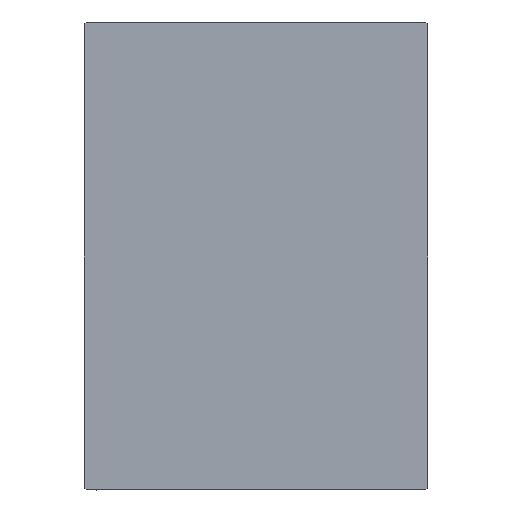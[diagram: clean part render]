
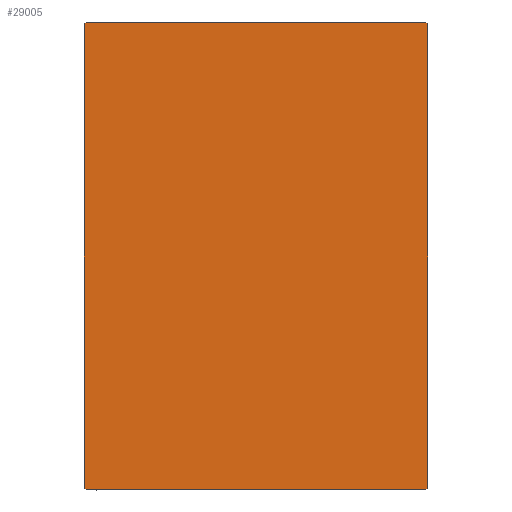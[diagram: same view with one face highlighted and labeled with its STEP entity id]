
A CAD part, left-side view. The second image highlights one B-rep face of the part: STEP entity #29005.
In plain terms, the highlighted face is planar.
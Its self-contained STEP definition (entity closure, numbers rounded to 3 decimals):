
#2914 = VECTOR ( 'NONE', #25469, 1000. ) ;
#4377 = CARTESIAN_POINT ( 'NONE',  ( 175., -27.5, 37.5 ) ) ;
#6019 = CARTESIAN_POINT ( 'NONE',  ( 175., 27.5, 37.5 ) ) ;
#6760 = DIRECTION ( 'NONE',  ( 0., 0.707, 0.707 ) ) ;
#7437 = LINE ( 'NONE', #21758, #22593 ) ;
#8042 = DIRECTION ( 'NONE',  ( 0., 0., -1. ) ) ;
#8644 = ORIENTED_EDGE ( 'NONE', *, *, #40060, .T. ) ;
#8757 = CARTESIAN_POINT ( 'NONE',  ( 175., 27.5, -37.2 ) ) ;
#9012 = VERTEX_POINT ( 'NONE', #21540 ) ;
#9279 = EDGE_LOOP ( 'NONE', ( #42976, #30088, #8644, #38356, #21951, #26566, #45389, #43307 ) ) ;
#10605 = DIRECTION ( 'NONE',  ( 0., 0., -1. ) ) ;
#11381 = LINE ( 'NONE', #18087, #2914 ) ;
#11791 = VECTOR ( 'NONE', #13599, 1000. ) ;
#12601 = EDGE_CURVE ( 'NONE', #33842, #29280, #7437, .T. ) ;
#12734 = CARTESIAN_POINT ( 'NONE',  ( 175., -27.5, 37.2 ) ) ;
#13323 = CARTESIAN_POINT ( 'NONE',  ( 175., -32.35, 32.35 ) ) ;
#13336 = CARTESIAN_POINT ( 'NONE',  ( 175., 27.2, 37.5 ) ) ;
#13599 = DIRECTION ( 'NONE',  ( 0., 0., 1. ) ) ;
#13823 = VERTEX_POINT ( 'NONE', #36941 ) ;
#14062 = CARTESIAN_POINT ( 'NONE',  ( 175., 0., 0. ) ) ;
#14141 = CARTESIAN_POINT ( 'NONE',  ( 175., 32.35, -32.35 ) ) ;
#15494 = CARTESIAN_POINT ( 'NONE',  ( 175., 27.5, 37.2 ) ) ;
#15718 = VERTEX_POINT ( 'NONE', #44153 ) ;
#16941 = VECTOR ( 'NONE', #8042, 1000. ) ;
#17674 = VECTOR ( 'NONE', #44341, 1000. ) ;
#18087 = CARTESIAN_POINT ( 'NONE',  ( 175., -32.35, -32.35 ) ) ;
#20613 = LINE ( 'NONE', #14141, #33213 ) ;
#20701 = LINE ( 'NONE', #13323, #33242 ) ;
#21334 = LINE ( 'NONE', #35423, #39758 ) ;
#21540 = CARTESIAN_POINT ( 'NONE',  ( 175., -27.2, 37.5 ) ) ;
#21565 = DIRECTION ( 'NONE',  ( 0., 1., 0. ) ) ;
#21758 = CARTESIAN_POINT ( 'NONE',  ( 175., 32.35, 32.35 ) ) ;
#21951 = ORIENTED_EDGE ( 'NONE', *, *, #25608, .T. ) ;
#22593 = VECTOR ( 'NONE', #35848, 1000. ) ;
#22739 = VERTEX_POINT ( 'NONE', #12734 ) ;
#22990 = VERTEX_POINT ( 'NONE', #8757 ) ;
#24322 = EDGE_CURVE ( 'NONE', #15718, #13823, #21334, .T. ) ;
#24455 = PLANE ( 'NONE',  #38529 ) ;
#24510 = VERTEX_POINT ( 'NONE', #34233 ) ;
#25469 = DIRECTION ( 'NONE',  ( 0., 0.707, -0.707 ) ) ;
#25608 = EDGE_CURVE ( 'NONE', #29280, #9012, #37657, .T. ) ;
#26566 = ORIENTED_EDGE ( 'NONE', *, *, #40339, .T. ) ;
#27696 = CARTESIAN_POINT ( 'NONE',  ( 175., 27.5, -37.5 ) ) ;
#29005 = ADVANCED_FACE ( 'NONE', ( #45236 ), #24455, .T. ) ;
#29280 = VERTEX_POINT ( 'NONE', #13336 ) ;
#30088 = ORIENTED_EDGE ( 'NONE', *, *, #39483, .T. ) ;
#33213 = VECTOR ( 'NONE', #6760, 1000. ) ;
#33242 = VECTOR ( 'NONE', #44943, 1000. ) ;
#33842 = VERTEX_POINT ( 'NONE', #15494 ) ;
#34233 = CARTESIAN_POINT ( 'NONE',  ( 175., -27.5, -37.2 ) ) ;
#35423 = CARTESIAN_POINT ( 'NONE',  ( 175., -27.5, -37.5 ) ) ;
#35848 = DIRECTION ( 'NONE',  ( 0., -0.707, 0.707 ) ) ;
#35991 = LINE ( 'NONE', #4377, #16941 ) ;
#36941 = CARTESIAN_POINT ( 'NONE',  ( 175., 27.2, -37.5 ) ) ;
#36977 = EDGE_CURVE ( 'NONE', #24510, #15718, #11381, .T. ) ;
#37657 = LINE ( 'NONE', #6019, #17674 ) ;
#37820 = EDGE_CURVE ( 'NONE', #22739, #24510, #35991, .T. ) ;
#38356 = ORIENTED_EDGE ( 'NONE', *, *, #12601, .T. ) ;
#38529 = AXIS2_PLACEMENT_3D ( 'NONE', #14062, #42242, #10605 ) ;
#38774 = LINE ( 'NONE', #27696, #11791 ) ;
#39483 = EDGE_CURVE ( 'NONE', #13823, #22990, #20613, .T. ) ;
#39758 = VECTOR ( 'NONE', #21565, 1000. ) ;
#40060 = EDGE_CURVE ( 'NONE', #22990, #33842, #38774, .T. ) ;
#40339 = EDGE_CURVE ( 'NONE', #9012, #22739, #20701, .T. ) ;
#42242 = DIRECTION ( 'NONE',  ( 1., 0., 0. ) ) ;
#42976 = ORIENTED_EDGE ( 'NONE', *, *, #24322, .T. ) ;
#43307 = ORIENTED_EDGE ( 'NONE', *, *, #36977, .T. ) ;
#44153 = CARTESIAN_POINT ( 'NONE',  ( 175., -27.2, -37.5 ) ) ;
#44341 = DIRECTION ( 'NONE',  ( 0., -1., 0. ) ) ;
#44943 = DIRECTION ( 'NONE',  ( 0., -0.707, -0.707 ) ) ;
#45236 = FACE_OUTER_BOUND ( 'NONE', #9279, .T. ) ;
#45389 = ORIENTED_EDGE ( 'NONE', *, *, #37820, .T. ) ;
